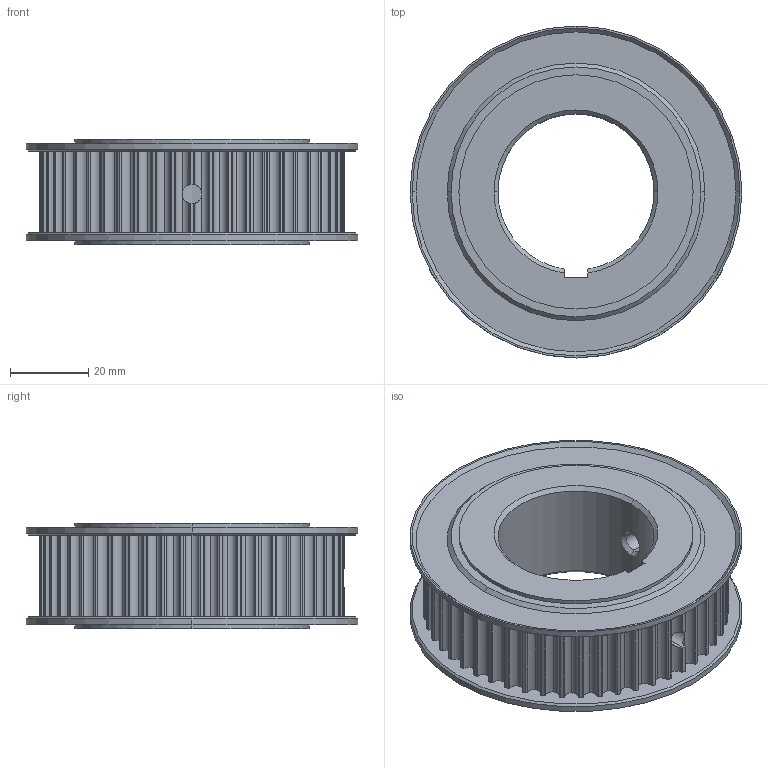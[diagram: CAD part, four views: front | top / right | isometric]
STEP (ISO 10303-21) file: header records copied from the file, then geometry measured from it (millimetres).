
FILE_DESCRIPTION (( 'STEP AP214' ), '1' );
FILE_NAME ('DR-25 5M-50Y-=N40.STEP', '2023-09-05T10:41:11', ( '' ), ( '' ), 'SwSTEP 2.0', 'SolidWorks 2023', '' );
FILE_SCHEMA (( 'AUTOMOTIVE_DESIGN' ));
Length unit declared in the file: millimetre
Products named in the file (1): DR-25 5M-50Y-=N40
Bounding box: 85 x 85 x 27 mm (x, y, z)
Volume: 83800.8 mm3; surface area: 24065.9 mm2
Topology: 1 solids, 1 shells, 416 faces, 1170 edges, 776 vertices
Faces by surface type: cylinder 274, plane 106, bspline 18, cone 18
Entity records: 18319 total; most frequent: CARTESIAN_POINT 6003, DIRECTION 2450, ORIENTED_EDGE 2340, EDGE_CURVE 1170, AXIS2_PLACEMENT_3D 949, VERTEX_POINT 776, LINE 552, VECTOR 552
